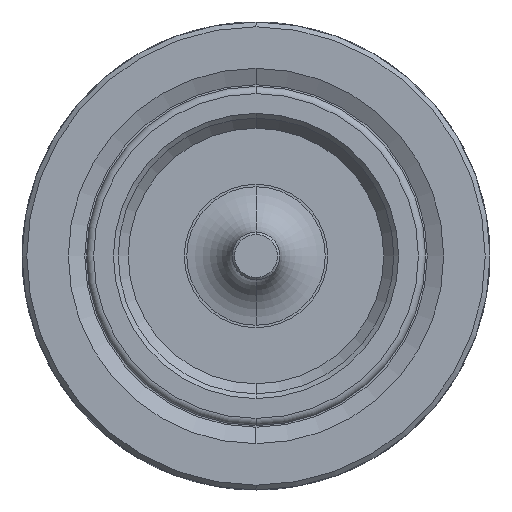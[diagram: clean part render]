
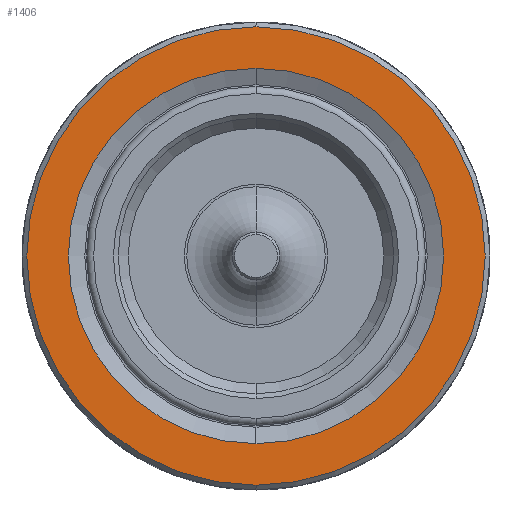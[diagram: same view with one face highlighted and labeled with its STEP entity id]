
A CAD part, left-side view. The second image highlights one B-rep face of the part: STEP entity #1406.
In plain terms, the highlighted planar face has unit normal (-1, 0, 0).
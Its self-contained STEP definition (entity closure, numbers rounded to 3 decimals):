
#7 = CARTESIAN_POINT ( 'NONE',  ( 7.743, 0., 0. ) ) ;
#121 = CARTESIAN_POINT ( 'NONE',  ( 7.743, 0., -48.008 ) ) ;
#168 = DIRECTION ( 'NONE',  ( -1., 0., 0. ) ) ;
#481 = AXIS2_PLACEMENT_3D ( 'NONE', #7, #2813, #3305 ) ;
#624 = CARTESIAN_POINT ( 'NONE',  ( 7.743, 0., 0. ) ) ;
#796 = PLANE ( 'NONE',  #481 ) ;
#1049 = ORIENTED_EDGE ( 'NONE', *, *, #1300, .F. ) ;
#1080 = EDGE_CURVE ( 'NONE', #3234, #1679, #1344, .T. ) ;
#1179 = CIRCLE ( 'NONE', #3124, 39.308 ) ;
#1253 = EDGE_LOOP ( 'NONE', ( #2638, #3229 ) ) ;
#1300 = EDGE_CURVE ( 'NONE', #2198, #2079, #1179, .T. ) ;
#1344 = CIRCLE ( 'NONE', #2373, 48.008 ) ;
#1406 = ADVANCED_FACE ( 'NONE', ( #3239, #2279 ), #796, .F. ) ;
#1440 = ORIENTED_EDGE ( 'NONE', *, *, #1609, .F. ) ;
#1494 = DIRECTION ( 'NONE',  ( 0., 0., 1. ) ) ;
#1513 = CARTESIAN_POINT ( 'NONE',  ( 7.743, 0., 0. ) ) ;
#1554 = CARTESIAN_POINT ( 'NONE',  ( 7.743, 0., -39.308 ) ) ;
#1609 = EDGE_CURVE ( 'NONE', #2079, #2198, #2840, .T. ) ;
#1679 = VERTEX_POINT ( 'NONE', #2327 ) ;
#1852 = CIRCLE ( 'NONE', #2342, 48.008 ) ;
#1989 = CARTESIAN_POINT ( 'NONE',  ( 7.743, 0., 0. ) ) ;
#2006 = DIRECTION ( 'NONE',  ( 0., 0., 1. ) ) ;
#2072 = CARTESIAN_POINT ( 'NONE',  ( 7.743, 0., 39.308 ) ) ;
#2079 = VERTEX_POINT ( 'NONE', #1554 ) ;
#2198 = VERTEX_POINT ( 'NONE', #2072 ) ;
#2271 = CARTESIAN_POINT ( 'NONE',  ( 7.743, 0., 0. ) ) ;
#2279 = FACE_OUTER_BOUND ( 'NONE', #1253, .T. ) ;
#2321 = EDGE_LOOP ( 'NONE', ( #1049, #1440 ) ) ;
#2327 = CARTESIAN_POINT ( 'NONE',  ( 7.743, 0., 48.008 ) ) ;
#2342 = AXIS2_PLACEMENT_3D ( 'NONE', #1513, #3049, #1494 ) ;
#2373 = AXIS2_PLACEMENT_3D ( 'NONE', #1989, #2489, #2482 ) ;
#2482 = DIRECTION ( 'NONE',  ( 0., 0., 1. ) ) ;
#2489 = DIRECTION ( 'NONE',  ( -1., 0., 0. ) ) ;
#2567 = AXIS2_PLACEMENT_3D ( 'NONE', #2271, #2751, #2006 ) ;
#2638 = ORIENTED_EDGE ( 'NONE', *, *, #1080, .T. ) ;
#2751 = DIRECTION ( 'NONE',  ( -1., 0., 0. ) ) ;
#2813 = DIRECTION ( 'NONE',  ( 1., 0., 0. ) ) ;
#2840 = CIRCLE ( 'NONE', #2567, 39.308 ) ;
#2919 = EDGE_CURVE ( 'NONE', #1679, #3234, #1852, .T. ) ;
#3049 = DIRECTION ( 'NONE',  ( -1., 0., 0. ) ) ;
#3124 = AXIS2_PLACEMENT_3D ( 'NONE', #624, #168, #3178 ) ;
#3178 = DIRECTION ( 'NONE',  ( 0., 0., 1. ) ) ;
#3229 = ORIENTED_EDGE ( 'NONE', *, *, #2919, .T. ) ;
#3234 = VERTEX_POINT ( 'NONE', #121 ) ;
#3239 = FACE_BOUND ( 'NONE', #2321, .T. ) ;
#3305 = DIRECTION ( 'NONE',  ( 0., 0., -1. ) ) ;
